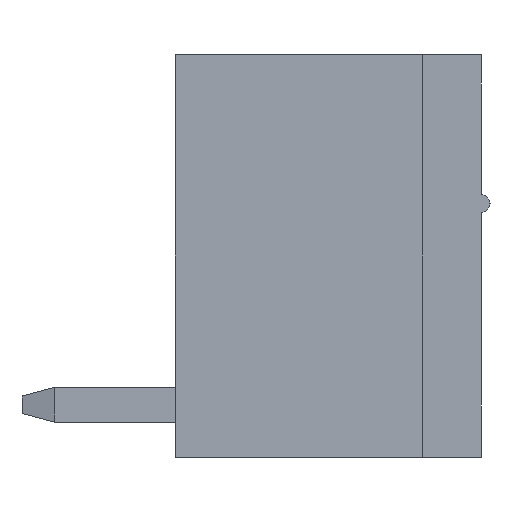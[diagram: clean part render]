
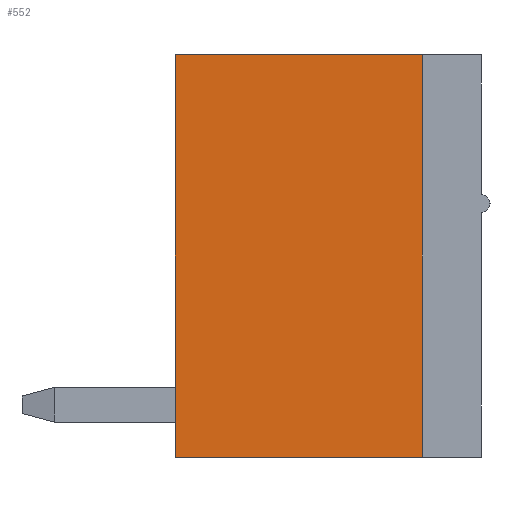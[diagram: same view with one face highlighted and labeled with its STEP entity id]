
A CAD part, left-side view. The second image highlights one B-rep face of the part: STEP entity #552.
In plain terms, the highlighted planar face has unit normal (-1, 0, 0).
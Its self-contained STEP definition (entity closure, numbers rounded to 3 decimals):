
#552 = ADVANCED_FACE( '', ( #1182 ), #1183, .T. );
#1182 = FACE_OUTER_BOUND( '', #1915, .T. );
#1183 = PLANE( '', #1916 );
#1915 = EDGE_LOOP( '', ( #3332, #3333, #3334, #3335 ) );
#1916 = AXIS2_PLACEMENT_3D( '', #3336, #3337, #3338 );
#3332 = ORIENTED_EDGE( '', *, *, #4472, .T. );
#3333 = ORIENTED_EDGE( '', *, *, #4933, .T. );
#3334 = ORIENTED_EDGE( '', *, *, #4729, .T. );
#3335 = ORIENTED_EDGE( '', *, *, #4720, .T. );
#3336 = CARTESIAN_POINT( '', ( -12.815, 0., 0. ) );
#3337 = DIRECTION( '', ( -1., 0., 0. ) );
#3338 = DIRECTION( '', ( 0., 0., 1. ) );
#4472 = EDGE_CURVE( '', #5327, #5325, #5328, .T. );
#4720 = EDGE_CURVE( '', #5756, #5327, #5757, .T. );
#4729 = EDGE_CURVE( '', #5772, #5756, #5773, .T. );
#4933 = EDGE_CURVE( '', #5325, #5772, #6085, .T. );
#5325 = VERTEX_POINT( '', #6588 );
#5327 = VERTEX_POINT( '', #6591 );
#5328 = LINE( '', #6592, #6593 );
#5756 = VERTEX_POINT( '', #7461 );
#5757 = LINE( '', #7462, #7463 );
#5772 = VERTEX_POINT( '', #7485 );
#5773 = LINE( '', #7486, #7487 );
#6085 = LINE( '', #7948, #7949 );
#6588 = CARTESIAN_POINT( '', ( -12.815, -2.15, 4.6 ) );
#6591 = CARTESIAN_POINT( '', ( -12.815, -2.15, -4.6 ) );
#6592 = CARTESIAN_POINT( '', ( -12.815, -2.15, -4.6 ) );
#6593 = VECTOR( '', #8628, 1000. );
#7461 = CARTESIAN_POINT( '', ( -12.815, 3.5, -4.6 ) );
#7462 = CARTESIAN_POINT( '', ( -12.815, 3.5, -4.6 ) );
#7463 = VECTOR( '', #8835, 1000. );
#7485 = CARTESIAN_POINT( '', ( -12.815, 3.5, 4.6 ) );
#7486 = CARTESIAN_POINT( '', ( -12.815, 3.5, 4.6 ) );
#7487 = VECTOR( '', #8843, 1000. );
#7948 = CARTESIAN_POINT( '', ( -12.815, -2.15, 4.6 ) );
#7949 = VECTOR( '', #9035, 1000. );
#8628 = DIRECTION( '', ( 0., 0., 1. ) );
#8835 = DIRECTION( '', ( 0., -1., 0. ) );
#8843 = DIRECTION( '', ( 0., 0., -1. ) );
#9035 = DIRECTION( '', ( 0., 1., 0. ) );
